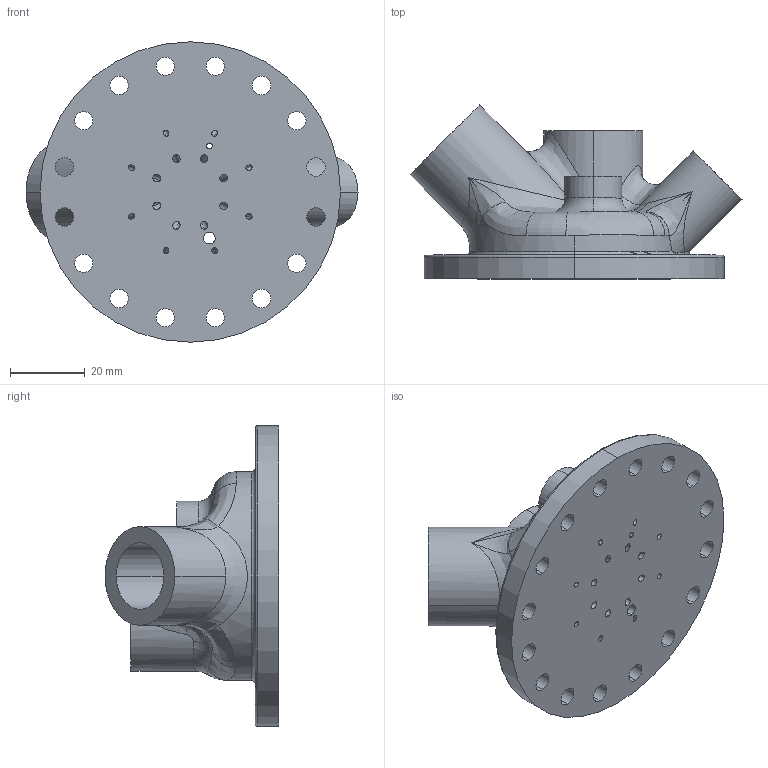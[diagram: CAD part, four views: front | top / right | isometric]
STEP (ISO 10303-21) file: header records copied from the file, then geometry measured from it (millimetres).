
FILE_DESCRIPTION (( 'STEP AP214' ), '1' );
FILE_NAME ('GasGeneratorInjector_03-04.STEP', '2025-03-05T00:56:13', ( '' ), ( '' ), 'SwSTEP 2.0', 'SolidWorks 2024', '' );
FILE_SCHEMA (( 'AUTOMOTIVE_DESIGN' ));
Length unit declared in the file: inch
Products named in the file (1): GasGeneratorInjector_03-04
Bounding box: 88.83 x 46.52 x 80.37 mm (x, y, z)
Volume: 70081.4 mm3; surface area: 28008.2 mm2
Topology: 1 solids, 1 shells, 245 faces, 651 edges, 391 vertices
Faces by surface type: cylinder 102, bspline 81, torus 37, plane 15, cone 10
Entity records: 12612 total; most frequent: CARTESIAN_POINT 7064, ORIENTED_EDGE 1290, DIRECTION 1042, EDGE_CURVE 645, AXIS2_PLACEMENT_3D 467, VERTEX_POINT 391, EDGE_LOOP 306, CIRCLE 302
